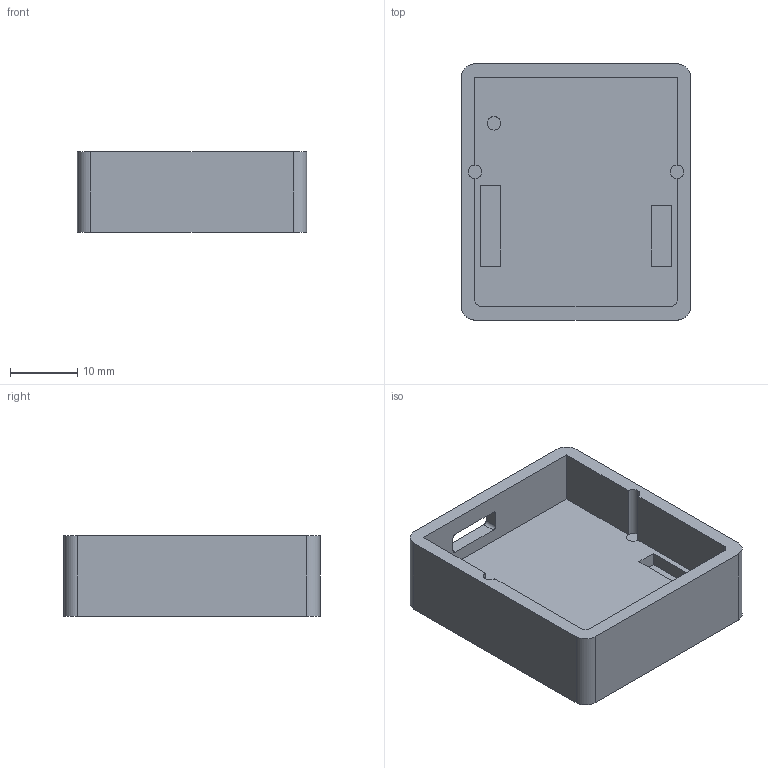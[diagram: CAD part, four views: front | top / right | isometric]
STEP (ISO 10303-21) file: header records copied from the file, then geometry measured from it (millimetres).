
FILE_DESCRIPTION(('FreeCAD Model'),'2;1');
FILE_NAME('Open CASCADE Shape Model','2024-07-18T14:00:55',('Author'),( ''),'Open CASCADE STEP processor 7.6','FreeCAD','Unknown');
FILE_SCHEMA(('AUTOMOTIVE_DESIGN { 1 0 10303 214 1 1 1 1 }'));
Length unit declared in the file: millimetre
Products named in the file (1): Körper
Bounding box: 34 x 38 x 12 mm (x, y, z)
Volume: 7091 mm3; surface area: 5409.1 mm2
Topology: 1 solids, 1 shells, 46 faces, 113 edges, 75 vertices
Faces by surface type: plane 32, cylinder 14
Full cylindrical faces by diameter (mm): 2 x1
Entity records: 1388 total; most frequent: DIRECTION 240, CARTESIAN_POINT 235, ORIENTED_EDGE 226, EDGE_CURVE 113, AXIS2_PLACEMENT_3D 80, LINE 80, VECTOR 80, VERTEX_POINT 75
